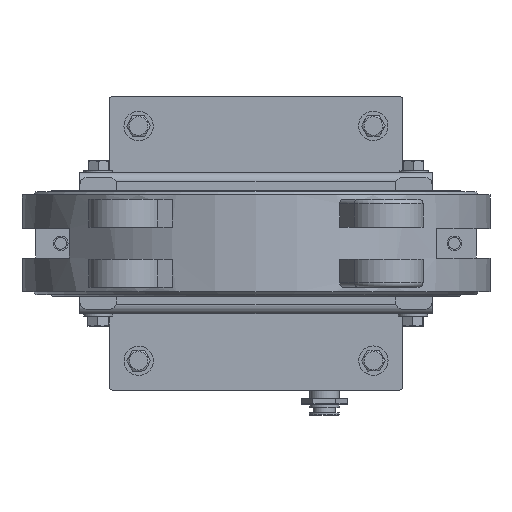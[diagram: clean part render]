
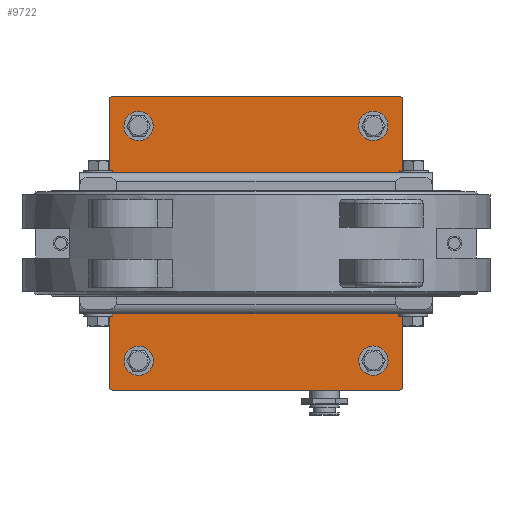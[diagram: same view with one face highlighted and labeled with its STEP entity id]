
A CAD part, front view. The second image highlights one B-rep face of the part: STEP entity #9722.
In plain terms, the highlighted planar face has unit normal (0, -1, 0).
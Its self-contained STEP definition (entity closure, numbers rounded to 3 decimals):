
#235=FACE_BOUND('',#1886,.T.);
#630=CIRCLE('',#10678,32.5);
#634=CIRCLE('',#10686,2.);
#636=CIRCLE('',#10690,2.);
#638=CIRCLE('',#10694,2.);
#640=CIRCLE('',#10698,2.);
#1293=FACE_OUTER_BOUND('',#1885,.T.);
#1885=EDGE_LOOP('',(#7808,#7809,#7810,#7811,#7812,#7813,#7814,#7815));
#1886=EDGE_LOOP('',(#7816));
#2709=LINE('',#16382,#3528);
#2713=LINE('',#16394,#3532);
#2717=LINE('',#16406,#3536);
#2721=LINE('',#16417,#3540);
#3528=VECTOR('',#12803,10.);
#3532=VECTOR('',#12815,10.);
#3536=VECTOR('',#12827,10.);
#3540=VECTOR('',#12839,10.);
#4345=VERTEX_POINT('',#16357);
#4349=VERTEX_POINT('',#16372);
#4350=VERTEX_POINT('',#16373);
#4353=VERTEX_POINT('',#16381);
#4355=VERTEX_POINT('',#16387);
#4357=VERTEX_POINT('',#16393);
#4359=VERTEX_POINT('',#16399);
#4361=VERTEX_POINT('',#16405);
#4363=VERTEX_POINT('',#16411);
#5515=EDGE_CURVE('',#4345,#4345,#630,.T.);
#5521=EDGE_CURVE('',#4349,#4350,#634,.T.);
#5525=EDGE_CURVE('',#4353,#4349,#2709,.T.);
#5528=EDGE_CURVE('',#4355,#4353,#636,.T.);
#5531=EDGE_CURVE('',#4357,#4355,#2713,.T.);
#5534=EDGE_CURVE('',#4359,#4357,#638,.T.);
#5537=EDGE_CURVE('',#4361,#4359,#2717,.T.);
#5540=EDGE_CURVE('',#4363,#4361,#640,.T.);
#5543=EDGE_CURVE('',#4350,#4363,#2721,.T.);
#7808=ORIENTED_EDGE('',*,*,#5543,.F.);
#7809=ORIENTED_EDGE('',*,*,#5521,.F.);
#7810=ORIENTED_EDGE('',*,*,#5525,.F.);
#7811=ORIENTED_EDGE('',*,*,#5528,.F.);
#7812=ORIENTED_EDGE('',*,*,#5531,.F.);
#7813=ORIENTED_EDGE('',*,*,#5534,.F.);
#7814=ORIENTED_EDGE('',*,*,#5537,.F.);
#7815=ORIENTED_EDGE('',*,*,#5540,.F.);
#7816=ORIENTED_EDGE('',*,*,#5515,.T.);
#8799=PLANE('',#10702);
#9722=ADVANCED_FACE('',(#1293,#235),#8799,.F.);
#10678=AXIS2_PLACEMENT_3D('',#16359,#12777,#12778);
#10686=AXIS2_PLACEMENT_3D('',#16374,#12795,#12796);
#10690=AXIS2_PLACEMENT_3D('',#16388,#12808,#12809);
#10694=AXIS2_PLACEMENT_3D('',#16400,#12820,#12821);
#10698=AXIS2_PLACEMENT_3D('',#16412,#12832,#12833);
#10702=AXIS2_PLACEMENT_3D('',#16420,#12843,#12844);
#12777=DIRECTION('center_axis',(0.,1.,0.));
#12778=DIRECTION('ref_axis',(1.,0.,0.));
#12795=DIRECTION('center_axis',(0.,1.,0.));
#12796=DIRECTION('ref_axis',(0.,0.,-1.));
#12803=DIRECTION('',(-1.,0.,0.));
#12808=DIRECTION('center_axis',(0.,1.,0.));
#12809=DIRECTION('ref_axis',(1.,0.,0.));
#12815=DIRECTION('',(0.,0.,-1.));
#12820=DIRECTION('center_axis',(0.,1.,0.));
#12821=DIRECTION('ref_axis',(0.,0.,1.));
#12827=DIRECTION('',(1.,0.,0.));
#12832=DIRECTION('center_axis',(0.,1.,0.));
#12833=DIRECTION('ref_axis',(-1.,0.,0.));
#12839=DIRECTION('',(0.,0.,1.));
#12843=DIRECTION('center_axis',(0.,1.,0.));
#12844=DIRECTION('ref_axis',(0.,0.,1.));
#16357=CARTESIAN_POINT('',(-32.5,0.,0.));
#16359=CARTESIAN_POINT('Origin',(0.,0.,0.));
#16372=CARTESIAN_POINT('',(-98.,0.,-100.));
#16373=CARTESIAN_POINT('',(-100.,0.,-98.));
#16374=CARTESIAN_POINT('Origin',(-98.,0.,-98.));
#16381=CARTESIAN_POINT('',(98.,0.,-100.));
#16382=CARTESIAN_POINT('',(98.,0.,-100.));
#16387=CARTESIAN_POINT('',(100.,0.,-98.));
#16388=CARTESIAN_POINT('Origin',(98.,0.,-98.));
#16393=CARTESIAN_POINT('',(100.,0.,98.));
#16394=CARTESIAN_POINT('',(100.,0.,98.));
#16399=CARTESIAN_POINT('',(98.,0.,100.));
#16400=CARTESIAN_POINT('Origin',(98.,0.,98.));
#16405=CARTESIAN_POINT('',(-98.,0.,100.));
#16406=CARTESIAN_POINT('',(-98.,0.,100.));
#16411=CARTESIAN_POINT('',(-100.,0.,98.));
#16412=CARTESIAN_POINT('Origin',(-98.,0.,98.));
#16417=CARTESIAN_POINT('',(-100.,0.,-98.));
#16420=CARTESIAN_POINT('Origin',(0.,0.,0.));
